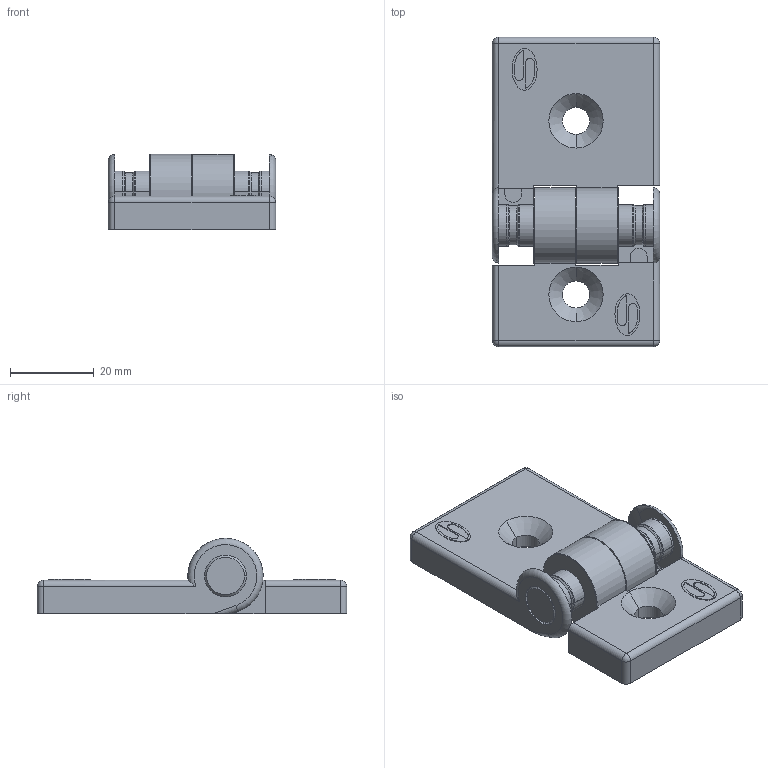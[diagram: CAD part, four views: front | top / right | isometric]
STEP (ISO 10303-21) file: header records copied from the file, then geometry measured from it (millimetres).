
FILE_DESCRIPTION((''),'2;1');
FILE_NAME('12069_TECAJ_PA_30X45_ASM','2022-09-19T07:40:26',('PredragRovcanin'),('Audax d.o.o.'),'CREO PARAMETRIC BY PTC INC, 2020281','CREO PARAMETRIC BY PTC INC, 2020281','');
FILE_SCHEMA(('AP242_MANAGED_MODEL_BASED_3D_ENGINEERING_MIM_LF { 1 0 10303 442 1 1 4 }'));
Length unit declared in the file: millimetre
Products named in the file (4): 12069_TECAJ_PA_30X45_A; 12069_TECAJ_PA_30X45_B; 12069_TECAJ_PA_30X45_C; 12069_TECAJ_PA_30X45_ASM
Assembly tree (3 placements, depth 2):
  12069_TECAJ_PA_30X45_ASM
    12069_TECAJ_PA_30X45_A
    12069_TECAJ_PA_30X45_B
    12069_TECAJ_PA_30X45_C
Bounding box: 40 x 74 x 17.99 mm (x, y, z)
Volume: 15862.3 mm3; surface area: 13477.9 mm2
Topology: 3 solids, 3 shells, 229 faces, 576 edges, 384 vertices
Faces by surface type: cylinder 107, plane 84, cone 24, extrusion 8, sphere 4, torus 2
Entity records: 9666 total; most frequent: CARTESIAN_POINT 1435, DIRECTION 1314, ORIENTED_EDGE 1112, PRESENTATION_STYLE_ASSIGNMENT 585, STYLED_ITEM 585, CURVE_STYLE 575, EDGE_CURVE 556, AXIS2_PLACEMENT_3D 488
